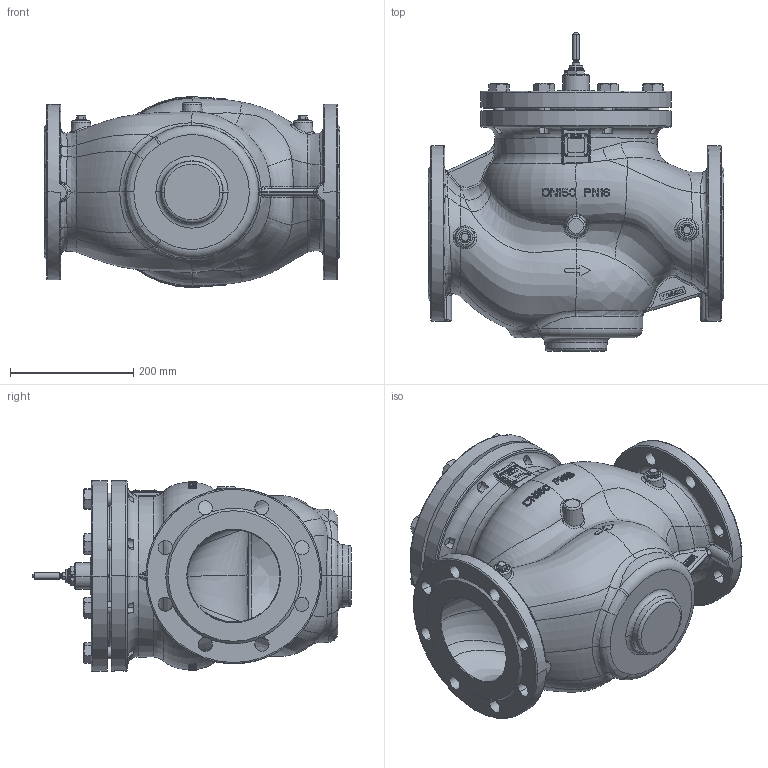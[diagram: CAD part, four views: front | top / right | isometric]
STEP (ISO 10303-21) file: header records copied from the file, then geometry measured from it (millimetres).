
FILE_DESCRIPTION((''),'2;1');
FILE_NAME('065B5504_VFG22_DN150_PN16_ASM','2022-10-28T15:09:03',('U240466'),('Danfoss'),'CREO PARAMETRIC BY PTC INC, 2020342','CREO PARAMETRIC BY PTC INC, 2020342','');
FILE_SCHEMA(('CONFIG_CONTROL_DESIGN'));
Products named in the file (25): 88650040_VALVE_BODY_VFG_DN150_1; O-RING221_62X5_33_1; 88650740_VALVE_COVER_VFG_DN150_; 88652020_GUIDING_BUSH_DN150_1; O-RING164_69X3_53_1; HEX_SCREW_DIN912_M5X16_1; 88652440_CONICAL_INS_DN150_200_; 54590640_1_1; 5454070_1_1; 88651440_CON_INS_SUB_DN150-200__ASM; 88651600_Q-RING_HOLDER_DN150_1; Q_RING_139_07X5_33_1; 88652220_VFG_STEM_DN150_1; IGUS_BUSH_DN200_1; 88652090_ANTIROT_STEM_DN150_250; 5184037_1; LABEL_PLATE_37X37_1_1; 5589607_1_1; 51817290_M5_ZATIC_1_1; HEX_NUT_DIN934_M12_1; 54540510_1_1; 188610240_1_1; 88653790_PTFE_DN150_1; 065B5504_VFG22_DN150_PN16_ASM_1_ASM; 065B5504_VFG22_DN150_PN16_ASM
Assembly tree (44 placements, depth 4):
  065B5504_VFG22_DN150_PN16_ASM
    065B5504_VFG22_DN150_PN16_ASM_1_ASM
      88650040_VALVE_BODY_VFG_DN150_1
      O-RING221_62X5_33_1
      88650740_VALVE_COVER_VFG_DN150_
      88652020_GUIDING_BUSH_DN150_1
      O-RING164_69X3_53_1
      HEX_SCREW_DIN912_M5X16_1  x6
      88651440_CON_INS_SUB_DN150-200__ASM
        88652440_CONICAL_INS_DN150_200_
        54590640_1_1  x3
        5454070_1_1  x2
      88651600_Q-RING_HOLDER_DN150_1
      Q_RING_139_07X5_33_1
      88652220_VFG_STEM_DN150_1
      IGUS_BUSH_DN200_1
      88652090_ANTIROT_STEM_DN150_250
      5184037_1  x8
      LABEL_PLATE_37X37_1_1
      5589607_1_1  x4
      51817290_M5_ZATIC_1_1
      HEX_NUT_DIN934_M12_1
      54540510_1_1  x2
      188610240_1_1  x2
      88653790_PTFE_DN150_1
Bounding box: 480 x 517.15 x 310 mm (x, y, z)
Volume: 11490056 mm3; surface area: 1686415.9 mm2
Topology: 41 solids, 43 shells, 2830 faces, 7626 edges, 4965 vertices
Faces by surface type: plane 1600, cylinder 412, cone 278, bspline 255, torus 215, extrusion 45, revolution 16, sphere 9
Entity records: 135051 total; most frequent: CARTESIAN_POINT 73471, ORIENTED_EDGE 13686, DIRECTION 11350, EDGE_CURVE 6846, VERTEX_POINT 4501, AXIS2_PLACEMENT_3D 3883, VECTOR 3568, LINE 3523
